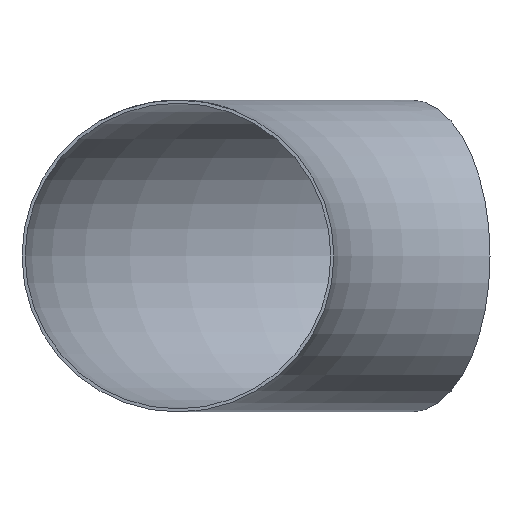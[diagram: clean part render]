
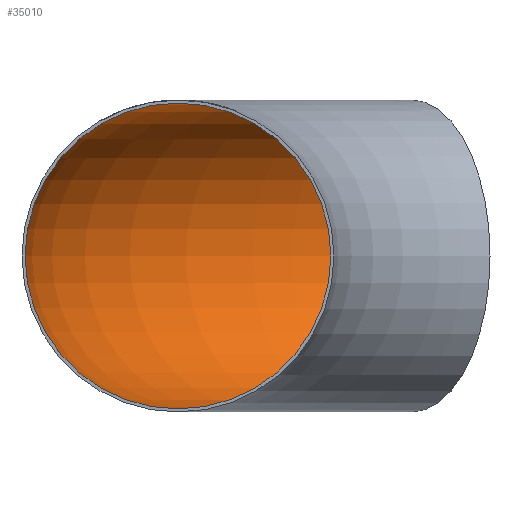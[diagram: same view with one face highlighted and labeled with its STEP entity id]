
A CAD part, front view. The second image highlights one B-rep face of the part: STEP entity #35010.
In plain terms, the highlighted toroidal (fillet/blend) face has major radius 610 mm and minor radius 199.2 mm.
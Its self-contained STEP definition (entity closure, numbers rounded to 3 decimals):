
#1185 = ORIENTED_EDGE ( 'NONE', *, *, #10793, .T. ) ;
#1742 = CARTESIAN_POINT ( 'NONE',  ( -610., 0., 0. ) ) ;
#2705 = FACE_OUTER_BOUND ( 'NONE', #28906, .T. ) ;
#2799 = TOROIDAL_SURFACE ( 'NONE', #5731, 610., 199.2 ) ;
#4320 = DIRECTION ( 'NONE',  ( 0., 0., 1. ) ) ;
#4649 = EDGE_LOOP ( 'NONE', ( #1185 ) ) ;
#5731 = AXIS2_PLACEMENT_3D ( 'NONE', #11670, #19359, #22646 ) ;
#8104 = CIRCLE ( 'NONE', #19195, 199.2 ) ;
#8517 = CARTESIAN_POINT ( 'NONE',  ( -305., 528.275, 0. ) ) ;
#9575 = DIRECTION ( 'NONE',  ( -0.5, 0.866, 0. ) ) ;
#10793 = EDGE_CURVE ( 'NONE', #24898, #24898, #8104, .T. ) ;
#11670 = CARTESIAN_POINT ( 'NONE',  ( 0., 0., 0. ) ) ;
#12107 = CARTESIAN_POINT ( 'NONE',  ( -610., 0., 199.2 ) ) ;
#12298 = DIRECTION ( 'NONE',  ( 0.866, 0.5, 0. ) ) ;
#12351 = ORIENTED_EDGE ( 'NONE', *, *, #31707, .F. ) ;
#12727 = DIRECTION ( 'NONE',  ( 0., 1., 0. ) ) ;
#19195 = AXIS2_PLACEMENT_3D ( 'NONE', #8517, #12298, #9575 ) ;
#19359 = DIRECTION ( 'NONE',  ( 0., 0., -1. ) ) ;
#19903 = FACE_OUTER_BOUND ( 'NONE', #4649, .T. ) ;
#22458 = CIRCLE ( 'NONE', #35310, 199.2 ) ;
#22646 = DIRECTION ( 'NONE',  ( -1., 0., 0. ) ) ;
#24898 = VERTEX_POINT ( 'NONE', #28374 ) ;
#28374 = CARTESIAN_POINT ( 'NONE',  ( -404.6, 700.788, 0. ) ) ;
#28906 = EDGE_LOOP ( 'NONE', ( #12351 ) ) ;
#30598 = VERTEX_POINT ( 'NONE', #12107 ) ;
#31707 = EDGE_CURVE ( 'NONE', #30598, #30598, #22458, .T. ) ;
#35010 = ADVANCED_FACE ( 'NONE', ( #19903, #2705 ), #2799, .F. ) ;
#35310 = AXIS2_PLACEMENT_3D ( 'NONE', #1742, #12727, #4320 ) ;
